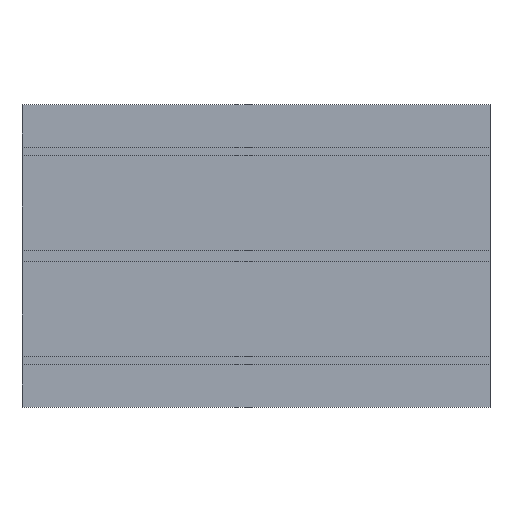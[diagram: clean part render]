
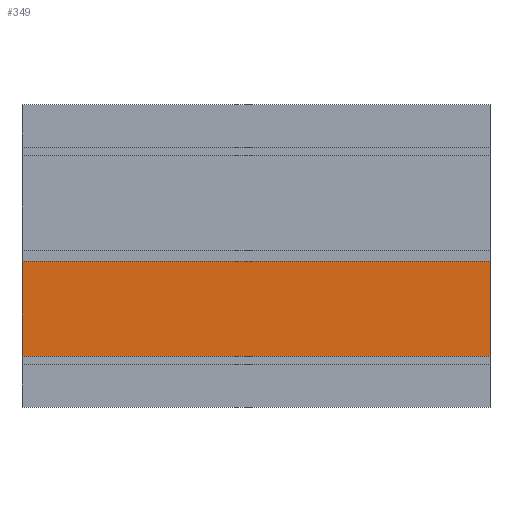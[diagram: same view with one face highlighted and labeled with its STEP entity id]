
A CAD part, top view. The second image highlights one B-rep face of the part: STEP entity #349.
In plain terms, the highlighted planar face has unit normal (0, 0, 1).
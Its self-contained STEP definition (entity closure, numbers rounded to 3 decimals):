
#23=FACE_OUTER_BOUND('',#41,.T.);
#41=EDGE_LOOP('',(#271,#272,#273,#274));
#69=LINE('',#517,#117);
#76=LINE('',#531,#124);
#83=LINE('',#545,#131);
#84=LINE('',#546,#132);
#117=VECTOR('',#419,10.);
#124=VECTOR('',#430,10.);
#131=VECTOR('',#443,10.);
#132=VECTOR('',#444,10.);
#162=VERTEX_POINT('',#514);
#163=VERTEX_POINT('',#516);
#168=VERTEX_POINT('',#530);
#172=VERTEX_POINT('',#544);
#197=EDGE_CURVE('',#163,#162,#69,.T.);
#204=EDGE_CURVE('',#162,#168,#76,.T.);
#211=EDGE_CURVE('',#168,#172,#83,.T.);
#212=EDGE_CURVE('',#172,#163,#84,.T.);
#271=ORIENTED_EDGE('',*,*,#204,.T.);
#272=ORIENTED_EDGE('',*,*,#211,.T.);
#273=ORIENTED_EDGE('',*,*,#212,.T.);
#274=ORIENTED_EDGE('',*,*,#197,.T.);
#331=PLANE('',#381);
#349=ADVANCED_FACE('',(#23),#331,.T.);
#381=AXIS2_PLACEMENT_3D('',#543,#441,#442);
#419=DIRECTION('',(0.,-1.,0.));
#430=DIRECTION('',(1.,0.,0.));
#441=DIRECTION('center_axis',(0.,0.,1.));
#442=DIRECTION('ref_axis',(1.,0.,0.));
#443=DIRECTION('',(0.,1.,0.));
#444=DIRECTION('',(-1.,0.,0.));
#514=CARTESIAN_POINT('',(0.,9.25,9.7));
#516=CARTESIAN_POINT('',(0.,26.5,9.7));
#517=CARTESIAN_POINT('',(0.,55.,9.7));
#530=CARTESIAN_POINT('',(85.,9.25,9.7));
#531=CARTESIAN_POINT('',(21.25,9.25,9.7));
#543=CARTESIAN_POINT('Origin',(42.5,27.5,9.7));
#544=CARTESIAN_POINT('',(85.,26.5,9.7));
#545=CARTESIAN_POINT('',(85.,0.,9.7));
#546=CARTESIAN_POINT('',(63.75,26.5,9.7));
